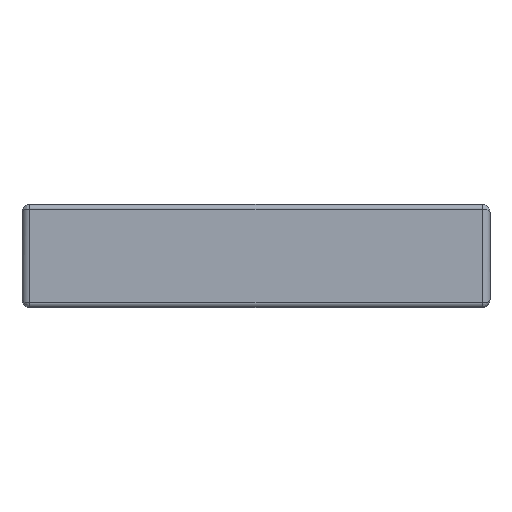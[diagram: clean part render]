
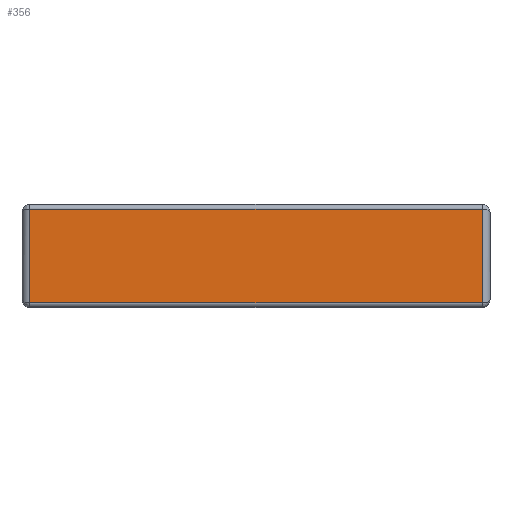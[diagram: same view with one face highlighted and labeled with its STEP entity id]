
A CAD part, top view. The second image highlights one B-rep face of the part: STEP entity #356.
In plain terms, the highlighted planar face has unit normal (0, 0, 1).
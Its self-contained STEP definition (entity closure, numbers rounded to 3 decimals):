
#19=PLANE('',#412);
#21=LINE('',#651,#45);
#35=LINE('',#678,#59);
#38=LINE('',#802,#62);
#44=LINE('',#812,#68);
#45=VECTOR('',#443,10.);
#59=VECTOR('',#473,10.);
#62=VECTOR('',#504,10.);
#68=VECTOR('',#518,10.);
#104=FACE_OUTER_BOUND('',#130,.T.);
#130=EDGE_LOOP('',(#313,#314,#315,#316));
#157=VERTEX_POINT('',#551);
#168=VERTEX_POINT('',#647);
#173=VERTEX_POINT('',#677);
#179=VERTEX_POINT('',#767);
#193=EDGE_CURVE('',#157,#168,#21,.T.);
#208=EDGE_CURVE('',#168,#173,#35,.T.);
#222=EDGE_CURVE('',#173,#179,#38,.T.);
#228=EDGE_CURVE('',#179,#157,#44,.T.);
#313=ORIENTED_EDGE('',*,*,#193,.F.);
#314=ORIENTED_EDGE('',*,*,#228,.F.);
#315=ORIENTED_EDGE('',*,*,#222,.F.);
#316=ORIENTED_EDGE('',*,*,#208,.F.);
#356=ADVANCED_FACE('',(#104),#19,.T.);
#412=AXIS2_PLACEMENT_3D('',#813,#519,#520);
#443=DIRECTION('',(0.,-1.,0.));
#473=DIRECTION('',(-1.,0.,0.));
#504=DIRECTION('',(0.,1.,0.));
#518=DIRECTION('',(1.,0.,0.));
#519=DIRECTION('center_axis',(0.,0.,1.));
#520=DIRECTION('ref_axis',(0.,-1.,0.));
#551=CARTESIAN_POINT('',(14.5,-11.811,43.8));
#647=CARTESIAN_POINT('',(14.5,-17.811,43.8));
#651=CARTESIAN_POINT('',(14.5,-13.311,43.8));
#677=CARTESIAN_POINT('',(-14.5,-17.811,43.8));
#678=CARTESIAN_POINT('',(0.,-17.811,43.8));
#767=CARTESIAN_POINT('',(-14.5,-11.811,43.8));
#802=CARTESIAN_POINT('',(-14.5,-13.311,43.8));
#812=CARTESIAN_POINT('',(0.,-11.811,43.8));
#813=CARTESIAN_POINT('Origin',(0.,-11.811,43.8));
